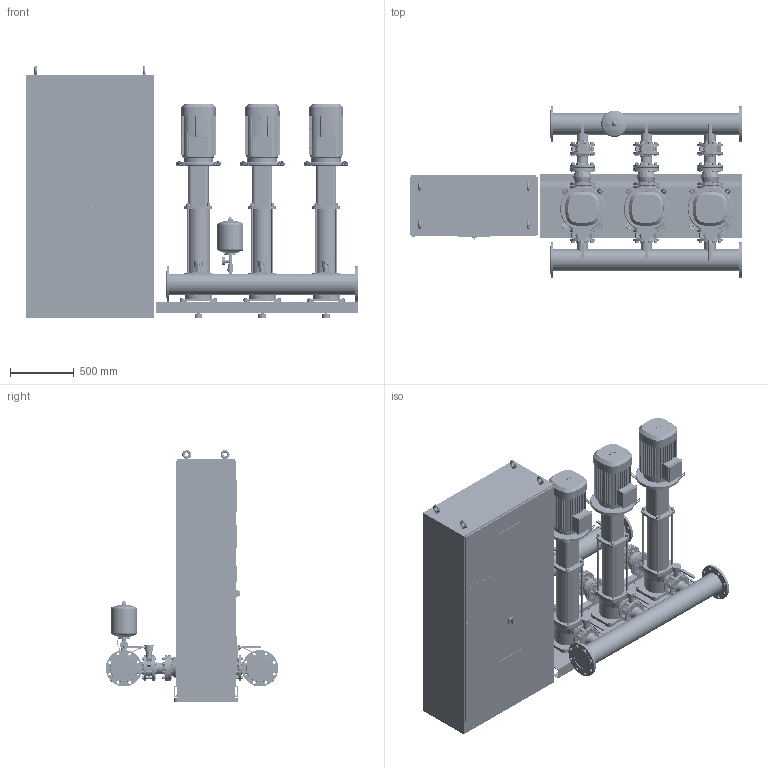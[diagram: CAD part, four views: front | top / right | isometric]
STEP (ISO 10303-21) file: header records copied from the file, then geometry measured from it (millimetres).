
FILE_DESCRIPTION((''),'2;1');
FILE_NAME('3d_SiBoostSmartFC3HELIXV5205_2-2540861.stp','2016-01-25T11:25:41',(''),(''),'Mechanical Desktop 2009','Mechanical Desktop 2009',', , ');
FILE_SCHEMA(('CONFIG_CONTROL_DESIGN'));
Length unit declared in the file: millimetre
Products named in the file (1): Product
Bounding box: 2600 x 1351 x 1975 mm (x, y, z)
Volume: 1193037253.6 mm3; surface area: 24919488.8 mm2
Topology: 295 solids, 295 shells, 7840 faces, 19257 edges, 12423 vertices
Faces by surface type: bspline 3099, plane 2154, cylinder 1871, torus 400, cone 262, sphere 54
Entity records: 261947 total; most frequent: CARTESIAN_POINT 81346, ORIENTED_EDGE 38410, DIRECTION 35298, EDGE_CURVE 19205, VERTEX_POINT 12418, AXIS2_PLACEMENT_3D 12283, VECTOR 10732, LINE 10732
